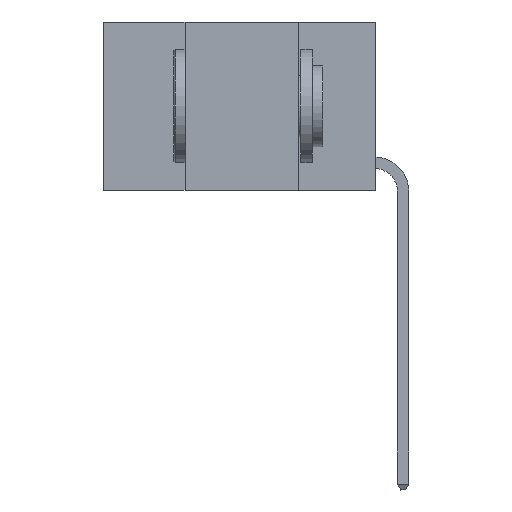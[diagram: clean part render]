
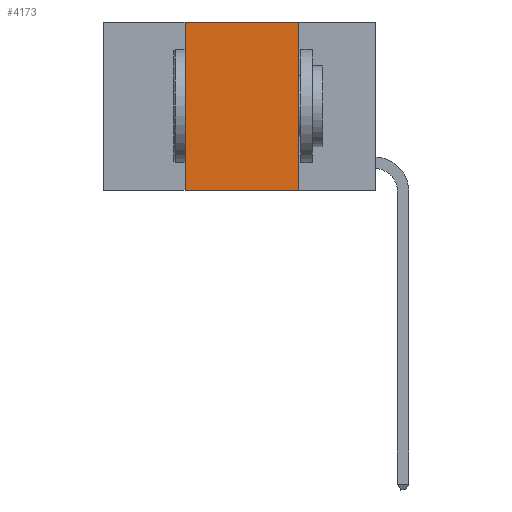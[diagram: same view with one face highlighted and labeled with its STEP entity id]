
A CAD part, left-side view. The second image highlights one B-rep face of the part: STEP entity #4173.
In plain terms, the highlighted planar face has unit normal (-1, 0, 0).
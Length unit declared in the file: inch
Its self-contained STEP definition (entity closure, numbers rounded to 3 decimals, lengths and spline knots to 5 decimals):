
#796 = EDGE_LOOP ( 'NONE', ( #7657, #7670, #7705, #7718 ) ) ;
#891 = CARTESIAN_POINT ( 'NONE',  ( 0., 0.42, 0. ) ) ;
#2192 = LINE ( 'NONE', #2665, #7769 ) ;
#2309 = VECTOR ( 'NONE', #3146, 39.37008 ) ;
#2496 = PLANE ( 'NONE',  #6250 ) ;
#2665 = CARTESIAN_POINT ( 'NONE',  ( 0., 0.6, 0. ) ) ;
#3146 = DIRECTION ( 'NONE',  ( 0., 0., 1. ) ) ;
#3971 = FACE_OUTER_BOUND ( 'NONE', #796, .T. ) ;
#4173 = ADVANCED_FACE ( 'NONE', ( #3971 ), #2496, .F. ) ;
#4752 = DIRECTION ( 'NONE',  ( 0., 0., -1. ) ) ;
#4770 = VERTEX_POINT ( 'NONE', #4827 ) ;
#4775 = VERTEX_POINT ( 'NONE', #13248 ) ;
#4827 = CARTESIAN_POINT ( 'NONE',  ( 0., 0.42, -0.37 ) ) ;
#5444 = EDGE_CURVE ( 'NONE', #4770, #4775, #5521, .T. ) ;
#5466 = EDGE_CURVE ( 'NONE', #8656, #9168, #2192, .T. ) ;
#5521 = LINE ( 'NONE', #7091, #13486 ) ;
#6250 = AXIS2_PLACEMENT_3D ( 'NONE', #10145, #11191, #4752 ) ;
#6503 = CARTESIAN_POINT ( 'NONE',  ( 0., 0.42, 0. ) ) ;
#7075 = EDGE_CURVE ( 'NONE', #9168, #4775, #13605, .T. ) ;
#7091 = CARTESIAN_POINT ( 'NONE',  ( 0., 0.6, -0.37 ) ) ;
#7386 = CARTESIAN_POINT ( 'NONE',  ( 0., 0.17, 0. ) ) ;
#7510 = EDGE_CURVE ( 'NONE', #4770, #8656, #8221, .T. ) ;
#7657 = ORIENTED_EDGE ( 'NONE', *, *, #7075, .F. ) ;
#7670 = ORIENTED_EDGE ( 'NONE', *, *, #5466, .F. ) ;
#7705 = ORIENTED_EDGE ( 'NONE', *, *, #7510, .F. ) ;
#7718 = ORIENTED_EDGE ( 'NONE', *, *, #5444, .T. ) ;
#7769 = VECTOR ( 'NONE', #13275, 39.37008 ) ;
#7897 = VECTOR ( 'NONE', #9023, 39.37008 ) ;
#8221 = LINE ( 'NONE', #891, #2309 ) ;
#8656 = VERTEX_POINT ( 'NONE', #6503 ) ;
#9023 = DIRECTION ( 'NONE',  ( 0., 0., -1. ) ) ;
#9168 = VERTEX_POINT ( 'NONE', #7386 ) ;
#10145 = CARTESIAN_POINT ( 'NONE',  ( 0., 0.6, 0. ) ) ;
#10292 = DIRECTION ( 'NONE',  ( 0., -1., 0. ) ) ;
#11191 = DIRECTION ( 'NONE',  ( 1., 0., 0. ) ) ;
#13000 = CARTESIAN_POINT ( 'NONE',  ( 0., 0.17, 0. ) ) ;
#13248 = CARTESIAN_POINT ( 'NONE',  ( 0., 0.17, -0.37 ) ) ;
#13275 = DIRECTION ( 'NONE',  ( 0., -1., 0. ) ) ;
#13486 = VECTOR ( 'NONE', #10292, 39.37008 ) ;
#13605 = LINE ( 'NONE', #13000, #7897 ) ;
